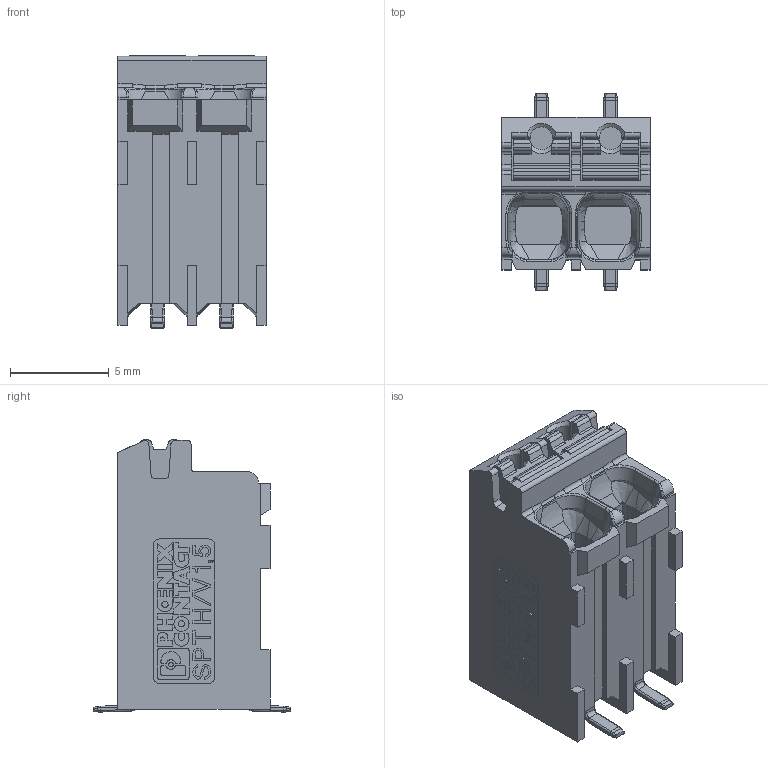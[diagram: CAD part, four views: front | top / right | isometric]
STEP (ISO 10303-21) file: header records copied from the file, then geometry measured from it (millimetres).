
FILE_DESCRIPTION(('Creo Elements/Direct Modeling STEP Export'),'2;1');
FILE_NAME('model.stp','2019-06-26T 5:55:52',(''),(''),'Creo Elements/Direct Modeling STEP processor for AP214 (Solid Model)','Creo Elements/Direct Modeling 20.1A 29-Sep-2018 (C) Parametric Technology GmbH','');
FILE_SCHEMA(('AUTOMOTIVE_DESIGN { 1 0 10303 214 1 1 1 1 }'));
Length unit declared in the file: millimetre
Products named in the file (4): SPTV_1.5_SMD_KLK.2; SPTH_V_1.5_2-3.5_THR_GEH; SPT_1.5_THR_Federoeffner.1; SPT-SMD_1.5-V_2-3.5
Assembly tree (5 placements, depth 2):
  SPT-SMD_1.5-V_2-3.5
    SPT_1.5_THR_Federoeffner.1  x2
    SPTV_1.5_SMD_KLK.2  x2
    SPTH_V_1.5_2-3.5_THR_GEH
Bounding box: 7.54 x 10 x 13.77 mm (x, y, z)
Volume: 530.3 mm3; surface area: 820.5 mm2
Topology: 3 solids, 3 shells, 903 faces, 2401 edges, 1525 vertices
Faces by surface type: plane 560, cylinder 163, bspline 117, extrusion 41, torus 20, cone 2
Entity records: 45677 total; most frequent: CARTESIAN_POINT 18286, ORIENTED_EDGE 4626, DIRECTION 3543, EDGE_CURVE 2313, VECTOR 1691, LINE 1650, VERTEX_POINT 1477, AXIS2_PLACEMENT_3D 926
